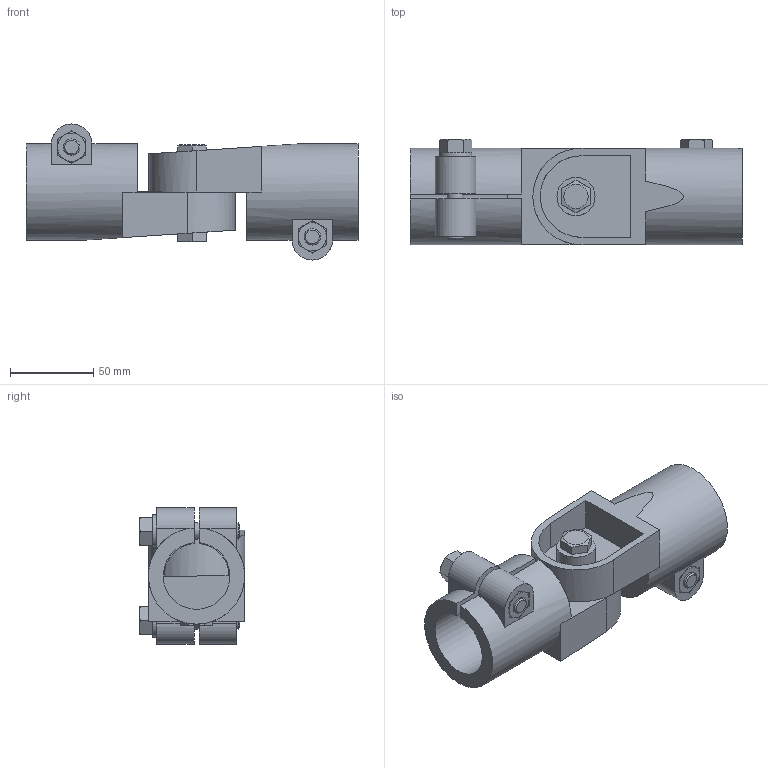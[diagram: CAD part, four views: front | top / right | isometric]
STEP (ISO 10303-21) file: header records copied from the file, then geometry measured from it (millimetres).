
FILE_DESCRIPTION( ( 'STEP AP214' ), '1' );
FILE_NAME( 'K0489.540.stp', '2020-12-08T10:28:31', ( '' ), ( '' ), ' ', 'PARTsolutions', ' ' );
FILE_SCHEMA( ( 'AUTOMOTIVE_DESIGN { 1 0 10303 214 1 1 1 1 }' ) );
Length unit declared in the file: millimetre
Products named in the file (4): K0489.540; _K0489.540_a; _K0870.10X50; _K1145.10
Assembly tree (4 placements, depth 2):
  K0489.540
    _K0489.540_a  x2
    _K0870.10X50
    _K1145.10
Bounding box: 200 x 63.5 x 82 mm (x, y, z)
Volume: 312511.9 mm3; surface area: 88037 mm2
Topology: 4 solids, 4 shells, 225 faces, 523 edges, 318 vertices
Faces by surface type: plane 142, cone 42, cylinder 41
Full cylindrical faces by diameter (mm): 8.376 x1, 10 x5, 11 x2, 14.6 x1, 19.5 x2, 23 x2
Entity records: 4803 total; most frequent: CARTESIAN_POINT 831, DIRECTION 591, ORIENTED_EDGE 570, EDGE_CURVE 285, AXIS2_PLACEMENT_3D 228, VERTEX_POINT 180, EDGE_LOOP 157, FACE_OUTER_BOUND 139
